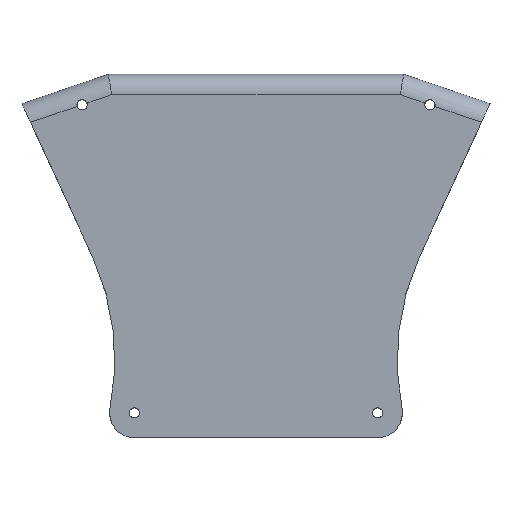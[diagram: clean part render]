
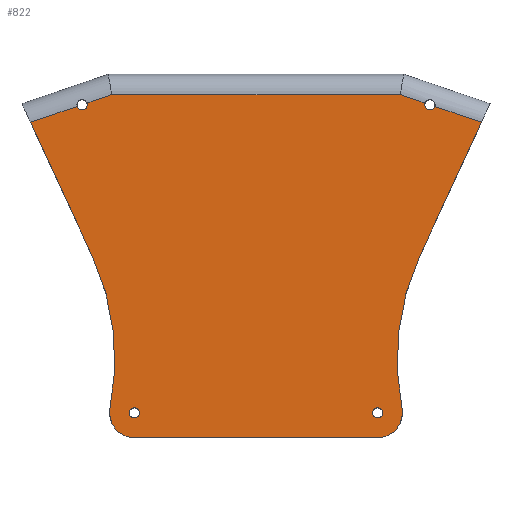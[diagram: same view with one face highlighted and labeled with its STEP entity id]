
A CAD part, top view. The second image highlights one B-rep face of the part: STEP entity #822.
In plain terms, the highlighted planar face has unit normal (0, 0, 1).
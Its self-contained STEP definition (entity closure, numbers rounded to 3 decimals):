
#19=FACE_BOUND('',#107,.T.);
#20=FACE_BOUND('',#108,.T.);
#30=PLANE('',#875);
#60=FACE_OUTER_BOUND('',#106,.T.);
#106=EDGE_LOOP('',(#572,#573,#574,#575,#576,#577,#578,#579,#580,#581,#582,
#583,#584,#585,#586));
#107=EDGE_LOOP('',(#587));
#108=EDGE_LOOP('',(#588));
#166=LINE('',#1262,#247);
#167=LINE('',#1264,#248);
#168=LINE('',#1265,#249);
#169=LINE('',#1267,#250);
#170=LINE('',#1269,#251);
#171=LINE('',#1275,#252);
#172=LINE('',#1281,#253);
#173=LINE('',#1282,#254);
#247=VECTOR('',#971,10.);
#248=VECTOR('',#972,10.);
#249=VECTOR('',#973,10.);
#250=VECTOR('',#974,10.);
#251=VECTOR('',#975,10.);
#252=VECTOR('',#980,10.);
#253=VECTOR('',#985,10.);
#254=VECTOR('',#986,10.);
#327=CIRCLE('',#870,1.);
#329=CIRCLE('',#873,1.);
#330=CIRCLE('',#874,1.);
#331=CIRCLE('',#876,48.265);
#332=CIRCLE('',#877,4.85);
#333=CIRCLE('',#878,4.85);
#334=CIRCLE('',#879,48.265);
#335=CIRCLE('',#880,1.);
#336=CIRCLE('',#881,1.);
#361=VERTEX_POINT('',#1206);
#362=VERTEX_POINT('',#1226);
#364=VERTEX_POINT('',#1235);
#365=VERTEX_POINT('',#1237);
#366=VERTEX_POINT('',#1239);
#367=VERTEX_POINT('',#1261);
#368=VERTEX_POINT('',#1263);
#369=VERTEX_POINT('',#1266);
#370=VERTEX_POINT('',#1268);
#371=VERTEX_POINT('',#1270);
#372=VERTEX_POINT('',#1272);
#373=VERTEX_POINT('',#1274);
#374=VERTEX_POINT('',#1276);
#375=VERTEX_POINT('',#1278);
#376=VERTEX_POINT('',#1280);
#377=VERTEX_POINT('',#1283);
#378=VERTEX_POINT('',#1285);
#442=EDGE_CURVE('',#362,#361,#327,.T.);
#446=EDGE_CURVE('',#365,#364,#329,.T.);
#448=EDGE_CURVE('',#364,#366,#330,.T.);
#449=EDGE_CURVE('',#367,#361,#166,.T.);
#450=EDGE_CURVE('',#368,#367,#167,.T.);
#451=EDGE_CURVE('',#365,#368,#168,.T.);
#452=EDGE_CURVE('',#369,#366,#169,.T.);
#453=EDGE_CURVE('',#369,#370,#170,.T.);
#454=EDGE_CURVE('',#370,#371,#331,.T.);
#455=EDGE_CURVE('',#371,#372,#332,.T.);
#456=EDGE_CURVE('',#372,#373,#171,.T.);
#457=EDGE_CURVE('',#373,#374,#333,.T.);
#458=EDGE_CURVE('',#374,#375,#334,.T.);
#459=EDGE_CURVE('',#375,#376,#172,.T.);
#460=EDGE_CURVE('',#362,#376,#173,.T.);
#461=EDGE_CURVE('',#377,#377,#335,.T.);
#462=EDGE_CURVE('',#378,#378,#336,.T.);
#572=ORIENTED_EDGE('',*,*,#442,.T.);
#573=ORIENTED_EDGE('',*,*,#449,.F.);
#574=ORIENTED_EDGE('',*,*,#450,.F.);
#575=ORIENTED_EDGE('',*,*,#451,.F.);
#576=ORIENTED_EDGE('',*,*,#446,.T.);
#577=ORIENTED_EDGE('',*,*,#448,.T.);
#578=ORIENTED_EDGE('',*,*,#452,.F.);
#579=ORIENTED_EDGE('',*,*,#453,.T.);
#580=ORIENTED_EDGE('',*,*,#454,.T.);
#581=ORIENTED_EDGE('',*,*,#455,.T.);
#582=ORIENTED_EDGE('',*,*,#456,.T.);
#583=ORIENTED_EDGE('',*,*,#457,.T.);
#584=ORIENTED_EDGE('',*,*,#458,.T.);
#585=ORIENTED_EDGE('',*,*,#459,.T.);
#586=ORIENTED_EDGE('',*,*,#460,.F.);
#587=ORIENTED_EDGE('',*,*,#461,.T.);
#588=ORIENTED_EDGE('',*,*,#462,.T.);
#822=ADVANCED_FACE('',(#60,#19,#20),#30,.T.);
#870=AXIS2_PLACEMENT_3D('',#1227,#958,#959);
#873=AXIS2_PLACEMENT_3D('',#1238,#965,#966);
#874=AXIS2_PLACEMENT_3D('',#1259,#967,#968);
#875=AXIS2_PLACEMENT_3D('',#1260,#969,#970);
#876=AXIS2_PLACEMENT_3D('',#1271,#976,#977);
#877=AXIS2_PLACEMENT_3D('',#1273,#978,#979);
#878=AXIS2_PLACEMENT_3D('',#1277,#981,#982);
#879=AXIS2_PLACEMENT_3D('',#1279,#983,#984);
#880=AXIS2_PLACEMENT_3D('',#1284,#987,#988);
#881=AXIS2_PLACEMENT_3D('',#1286,#989,#990);
#958=DIRECTION('center_axis',(0.,0.,-1.));
#959=DIRECTION('ref_axis',(-1.,0.,0.));
#965=DIRECTION('center_axis',(0.,0.,-1.));
#966=DIRECTION('ref_axis',(-1.,0.,0.));
#967=DIRECTION('center_axis',(0.,0.,-1.));
#968=DIRECTION('ref_axis',(-1.,0.,0.));
#969=DIRECTION('center_axis',(0.,0.,1.));
#970=DIRECTION('ref_axis',(-1.,0.,0.));
#971=DIRECTION('',(0.946,-0.323,0.));
#972=DIRECTION('',(1.,0.,0.));
#973=DIRECTION('',(0.946,0.323,0.));
#974=DIRECTION('',(0.946,0.323,0.));
#975=DIRECTION('',(0.419,-0.908,0.));
#976=DIRECTION('center_axis',(0.,0.,-1.));
#977=DIRECTION('ref_axis',(-1.,0.,0.));
#978=DIRECTION('center_axis',(0.,0.,1.));
#979=DIRECTION('ref_axis',(-1.,0.,0.));
#980=DIRECTION('',(1.,0.,0.));
#981=DIRECTION('center_axis',(0.,0.,1.));
#982=DIRECTION('ref_axis',(-1.,0.,0.));
#983=DIRECTION('center_axis',(0.,0.,-1.));
#984=DIRECTION('ref_axis',(-1.,0.,0.));
#985=DIRECTION('',(0.419,0.908,0.));
#986=DIRECTION('',(0.946,-0.323,0.));
#987=DIRECTION('center_axis',(0.,0.,-1.));
#988=DIRECTION('ref_axis',(-1.,0.,0.));
#989=DIRECTION('center_axis',(0.,0.,-1.));
#990=DIRECTION('ref_axis',(-1.,0.,0.));
#1206=CARTESIAN_POINT('',(196.226,141.408,39.7));
#1226=CARTESIAN_POINT('',(198.118,140.762,39.7));
#1227=CARTESIAN_POINT('Origin',(197.166,141.067,39.7));
#1235=CARTESIAN_POINT('',(130.166,141.067,39.7));
#1237=CARTESIAN_POINT('',(130.106,141.408,39.7));
#1238=CARTESIAN_POINT('Origin',(129.166,141.067,39.7));
#1239=CARTESIAN_POINT('',(128.214,140.762,39.7));
#1259=CARTESIAN_POINT('Origin',(129.166,141.067,39.7));
#1260=CARTESIAN_POINT('Origin',(163.166,111.542,39.7));
#1261=CARTESIAN_POINT('',(191.375,143.067,39.7));
#1262=CARTESIAN_POINT('',(191.689,142.959,39.7));
#1263=CARTESIAN_POINT('',(134.957,143.067,39.7));
#1264=CARTESIAN_POINT('',(177.603,143.067,39.7));
#1265=CARTESIAN_POINT('',(143.076,145.842,39.7));
#1266=CARTESIAN_POINT('',(119.108,137.649,39.7));
#1267=CARTESIAN_POINT('',(143.076,145.842,39.7));
#1268=CARTESIAN_POINT('',(131.164,111.489,39.7));
#1269=CARTESIAN_POINT('',(117.004,142.214,39.7));
#1270=CARTESIAN_POINT('',(134.595,81.517,39.7));
#1271=CARTESIAN_POINT('Origin',(87.33,91.288,39.7));
#1272=CARTESIAN_POINT('',(139.402,76.016,39.7));
#1273=CARTESIAN_POINT('Origin',(139.402,80.866,39.7));
#1274=CARTESIAN_POINT('',(186.93,76.016,39.7));
#1275=CARTESIAN_POINT('',(133.,76.016,39.7));
#1276=CARTESIAN_POINT('',(191.737,81.517,39.7));
#1277=CARTESIAN_POINT('Origin',(186.93,80.866,39.7));
#1278=CARTESIAN_POINT('',(195.168,111.489,39.7));
#1279=CARTESIAN_POINT('Origin',(239.002,91.288,39.7));
#1280=CARTESIAN_POINT('',(207.224,137.649,39.7));
#1281=CARTESIAN_POINT('',(209.328,142.214,39.7));
#1282=CARTESIAN_POINT('',(191.689,142.959,39.7));
#1283=CARTESIAN_POINT('',(140.402,80.866,39.7));
#1284=CARTESIAN_POINT('Origin',(139.402,80.866,39.7));
#1285=CARTESIAN_POINT('',(187.93,80.866,39.7));
#1286=CARTESIAN_POINT('Origin',(186.93,80.866,39.7));
